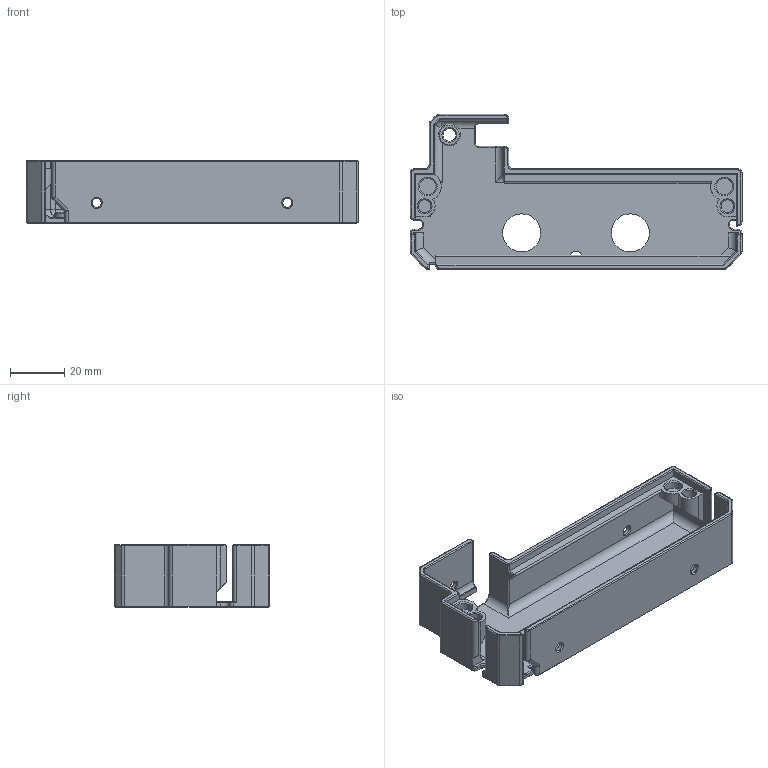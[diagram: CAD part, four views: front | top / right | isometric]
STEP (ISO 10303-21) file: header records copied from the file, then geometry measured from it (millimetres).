
FILE_DESCRIPTION(/* description */ (''),/* implementation_level */ '2;1');
FILE_NAME(/* name */ 'gantry_electronics_bay.step',/* time_stamp */ '2026-01-21T20:18:59-05:00',/* author */ (''),/* organization */ (''),/* preprocessor_version */ 'ST-DEVELOPER v20.1',/* originating_system */ 'Autodesk Translation Framework v14.21.0.0',/* authorisation */ '');
FILE_SCHEMA (('AUTOMOTIVE_DESIGN { 1 0 10303 214 3 1 1 }'));
Length unit declared in the file: millimetre
Products named in the file (1): Separator
Bounding box: 122 x 57 x 23 mm (x, y, z)
Volume: 26457.2 mm3; surface area: 24597.9 mm2
Topology: 1 solids, 1 shells, 289 faces, 692 edges, 407 vertices
Faces by surface type: cylinder 115, plane 104, cone 37, torus 26, bspline 4, sphere 3
Full cylindrical faces by diameter (mm): 3.3 x4, 4.7 x3, 6.15 x2, 8 x1, 14 x2
Entity records: 8559 total; most frequent: CARTESIAN_POINT 1704, DIRECTION 1503, ORIENTED_EDGE 1382, EDGE_CURVE 691, AXIS2_PLACEMENT_3D 551, VERTEX_POINT 407, LINE 401, VECTOR 401
